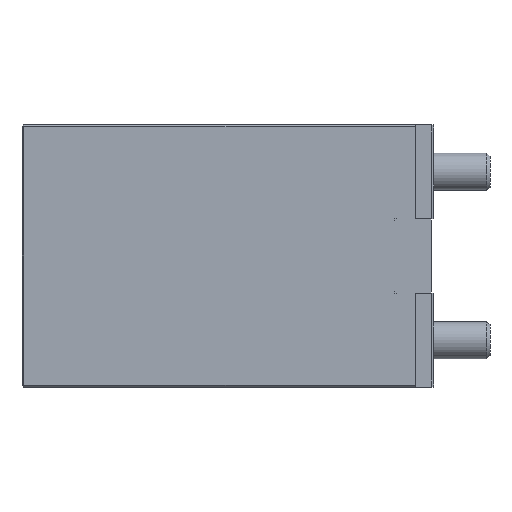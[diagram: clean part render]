
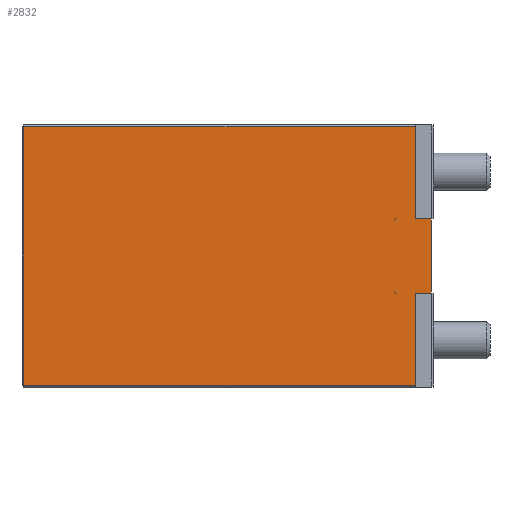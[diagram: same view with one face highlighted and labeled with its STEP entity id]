
A CAD part, left-side view. The second image highlights one B-rep face of the part: STEP entity #2832.
In plain terms, the highlighted planar face has unit normal (-1, 0, 0).
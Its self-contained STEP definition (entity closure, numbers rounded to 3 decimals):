
#107=LINE('',#4065,#380);
#110=LINE('',#4073,#383);
#130=LINE('',#4117,#403);
#132=LINE('',#4120,#405);
#146=LINE('',#4149,#419);
#154=LINE('',#4165,#427);
#158=LINE('',#4172,#431);
#198=LINE('',#4260,#471);
#246=LINE('',#4373,#519);
#287=LINE('',#4501,#560);
#303=LINE('',#4578,#576);
#310=LINE('',#4590,#583);
#311=LINE('',#4593,#584);
#314=LINE('',#4598,#587);
#315=LINE('',#4601,#588);
#317=LINE('',#4604,#590);
#380=VECTOR('',#3279,10.);
#383=VECTOR('',#3284,10.);
#403=VECTOR('',#3310,10.);
#405=VECTOR('',#3312,10.);
#419=VECTOR('',#3332,10.);
#427=VECTOR('',#3346,10.);
#431=VECTOR('',#3352,10.);
#471=VECTOR('',#3410,10.);
#519=VECTOR('',#3554,10.);
#560=VECTOR('',#3667,10.);
#576=VECTOR('',#3723,10.);
#583=VECTOR('',#3734,10.);
#584=VECTOR('',#3737,10.);
#587=VECTOR('',#3742,10.);
#588=VECTOR('',#3745,10.);
#590=VECTOR('',#3749,10.);
#648=FACE_BOUND('',#949,.T.);
#649=FACE_BOUND('',#950,.T.);
#783=FACE_OUTER_BOUND('',#948,.T.);
#948=EDGE_LOOP('',(#2370,#2371,#2372,#2373,#2374,#2375,#2376,#2377,#2378,
#2379));
#949=EDGE_LOOP('',(#2380,#2381,#2382));
#950=EDGE_LOOP('',(#2383,#2384,#2385));
#1104=VERTEX_POINT('',#4021);
#1125=VERTEX_POINT('',#4063);
#1128=VERTEX_POINT('',#4070);
#1129=VERTEX_POINT('',#4072);
#1149=VERTEX_POINT('',#4114);
#1151=VERTEX_POINT('',#4119);
#1158=VERTEX_POINT('',#4134);
#1163=VERTEX_POINT('',#4147);
#1165=VERTEX_POINT('',#4153);
#1169=VERTEX_POINT('',#4168);
#1209=VERTEX_POINT('',#4259);
#1226=VERTEX_POINT('',#4371);
#1256=VERTEX_POINT('',#4499);
#1280=VERTEX_POINT('',#4592);
#1281=VERTEX_POINT('',#4596);
#1282=VERTEX_POINT('',#4600);
#1397=EDGE_CURVE('',#1104,#1125,#107,.T.);
#1400=EDGE_CURVE('',#1129,#1128,#110,.T.);
#1422=EDGE_CURVE('',#1125,#1149,#130,.T.);
#1424=EDGE_CURVE('',#1151,#1129,#132,.T.);
#1438=EDGE_CURVE('',#1163,#1158,#146,.T.);
#1446=EDGE_CURVE('',#1158,#1165,#154,.T.);
#1450=EDGE_CURVE('',#1165,#1169,#158,.T.);
#1494=EDGE_CURVE('',#1209,#1169,#198,.T.);
#1554=EDGE_CURVE('',#1163,#1226,#246,.T.);
#1609=EDGE_CURVE('',#1256,#1226,#287,.T.);
#1639=EDGE_CURVE('',#1151,#1128,#303,.T.);
#1646=EDGE_CURVE('',#1104,#1149,#310,.T.);
#1647=EDGE_CURVE('',#1280,#1256,#311,.T.);
#1650=EDGE_CURVE('',#1281,#1280,#314,.T.);
#1651=EDGE_CURVE('',#1282,#1281,#315,.T.);
#1653=EDGE_CURVE('',#1209,#1282,#317,.T.);
#2370=ORIENTED_EDGE('',*,*,#1609,.F.);
#2371=ORIENTED_EDGE('',*,*,#1647,.F.);
#2372=ORIENTED_EDGE('',*,*,#1650,.F.);
#2373=ORIENTED_EDGE('',*,*,#1651,.F.);
#2374=ORIENTED_EDGE('',*,*,#1653,.F.);
#2375=ORIENTED_EDGE('',*,*,#1494,.T.);
#2376=ORIENTED_EDGE('',*,*,#1450,.F.);
#2377=ORIENTED_EDGE('',*,*,#1446,.F.);
#2378=ORIENTED_EDGE('',*,*,#1438,.F.);
#2379=ORIENTED_EDGE('',*,*,#1554,.T.);
#2380=ORIENTED_EDGE('',*,*,#1639,.F.);
#2381=ORIENTED_EDGE('',*,*,#1424,.T.);
#2382=ORIENTED_EDGE('',*,*,#1400,.T.);
#2383=ORIENTED_EDGE('',*,*,#1397,.T.);
#2384=ORIENTED_EDGE('',*,*,#1422,.T.);
#2385=ORIENTED_EDGE('',*,*,#1646,.F.);
#2547=PLANE('',#3068);
#2832=ADVANCED_FACE('',(#783,#648,#649),#2547,.T.);
#3068=AXIS2_PLACEMENT_3D('',#4605,#3750,#3751);
#3279=DIRECTION('',(0.,1.,0.));
#3284=DIRECTION('',(0.,-1.,0.));
#3310=DIRECTION('',(0.,0.,1.));
#3312=DIRECTION('',(0.,0.,1.));
#3332=DIRECTION('',(0.,1.,0.));
#3346=DIRECTION('',(0.,0.,1.));
#3352=DIRECTION('',(0.,-1.,0.));
#3410=DIRECTION('',(0.,0.,1.));
#3554=DIRECTION('',(0.,0.,1.));
#3667=DIRECTION('',(0.,1.,0.));
#3723=DIRECTION('',(0.,-0.707,0.707));
#3734=DIRECTION('',(0.,0.707,0.707));
#3737=DIRECTION('',(0.,0.707,-0.707));
#3742=DIRECTION('',(0.,0.,-1.));
#3745=DIRECTION('',(0.,-0.707,-0.707));
#3749=DIRECTION('',(0.,-1.,0.));
#3750=DIRECTION('center_axis',(-1.,0.,0.));
#3751=DIRECTION('ref_axis',(0.,0.,
-1.));
#4021=CARTESIAN_POINT('',(-90.,-55.,25.));
#4063=CARTESIAN_POINT('',(-90.,-54.5,25.));
#4065=CARTESIAN_POINT('',(-90.,-57.25,25.));
#4070=CARTESIAN_POINT('',(-90.,-55.,45.));
#4072=CARTESIAN_POINT('',(-90.,-54.5,45.));
#4073=CARTESIAN_POINT('',(-90.,-65.889,45.));
#4114=CARTESIAN_POINT('',(-90.,-54.5,25.5));
#4117=CARTESIAN_POINT('',(-90.,-54.5,22.5));
#4119=CARTESIAN_POINT('',(-90.,-54.5,44.5));
#4120=CARTESIAN_POINT('',(-90.,-54.5,22.5));
#4134=CARTESIAN_POINT('',(-90.,44.5,0.5));
#4147=CARTESIAN_POINT('',(-90.,-60.,0.5));
#4149=CARTESIAN_POINT('',(-90.,-30.767,0.5));
#4153=CARTESIAN_POINT('',(-90.,44.5,69.5));
#4165=CARTESIAN_POINT('',(-90.,44.5,35.));
#4168=CARTESIAN_POINT('',(-90.,-60.,69.5));
#4172=CARTESIAN_POINT('',(-90.,-30.767,69.5));
#4259=CARTESIAN_POINT('',(-90.,-60.,45.));
#4260=CARTESIAN_POINT('',(-90.,-60.,0.));
#4371=CARTESIAN_POINT('',(-90.,-60.,25.));
#4373=CARTESIAN_POINT('',(-90.,-60.,0.));
#4499=CARTESIAN_POINT('',(-90.,-64.,25.));
#4501=CARTESIAN_POINT('',(-90.,-64.5,25.));
#4578=CARTESIAN_POINT('',(-90.,-53.5,43.5));
#4590=CARTESIAN_POINT('',(-90.,-53.5,26.5));
#4592=CARTESIAN_POINT('',(-90.,-64.5,25.5));
#4593=CARTESIAN_POINT('',(-90.,-65.5,26.5));
#4596=CARTESIAN_POINT('',(-90.,-64.5,44.5));
#4598=CARTESIAN_POINT('',(-90.,-64.5,45.));
#4600=CARTESIAN_POINT('',(-90.,-64.,45.));
#4601=CARTESIAN_POINT('',(-90.,-65.5,43.5));
#4604=CARTESIAN_POINT('',(-90.,-54.5,45.));
#4605=CARTESIAN_POINT('Origin',(-90.,-59.5,35.));
